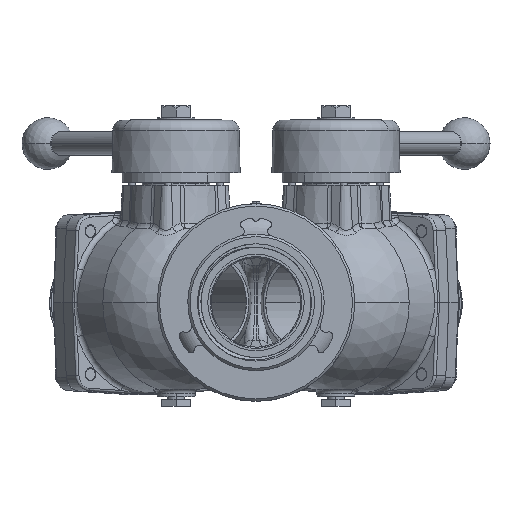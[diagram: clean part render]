
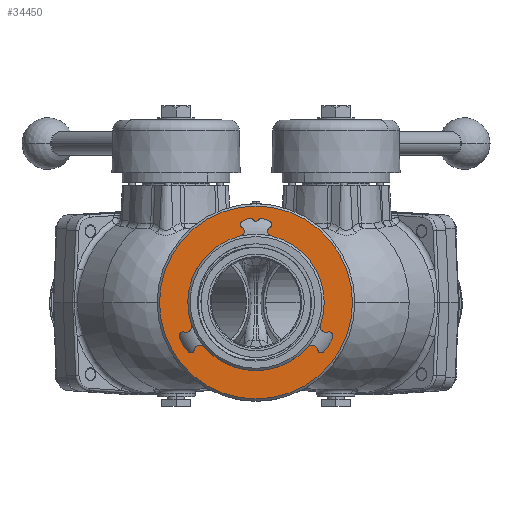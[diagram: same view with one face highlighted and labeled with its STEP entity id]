
A CAD part, top view. The second image highlights one B-rep face of the part: STEP entity #34450.
In plain terms, the highlighted planar face has unit normal (0, 0, 1).
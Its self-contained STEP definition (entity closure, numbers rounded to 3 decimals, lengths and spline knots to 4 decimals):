
#32560=CARTESIAN_POINT('',(0.,0.,0.3852));
#32561=DIRECTION('',(0.,0.,-1.));
#32562=DIRECTION('',(0.,1.,0.));
#32563=AXIS2_PLACEMENT_3D('',#32560,#32561,#32562);
#32565=CARTESIAN_POINT('',(0.,0.,0.3852));
#32566=DIRECTION('',(0.,0.,1.));
#32567=DIRECTION('',(0.,1.,0.));
#32568=AXIS2_PLACEMENT_3D('',#32565,#32566,#32567);
#32570=CARTESIAN_POINT('',(0.,0.,
0.3852));
#32571=DIRECTION('',(0.,0.,-1.));
#32572=DIRECTION('',(0.,-1.,0.));
#32573=AXIS2_PLACEMENT_3D('',#32570,#32571,#32572);
#32575=CARTESIAN_POINT('',(0.,0.,0.3852));
#32576=DIRECTION('',(0.,0.,-1.));
#32577=DIRECTION('',(0.,1.,0.));
#32578=AXIS2_PLACEMENT_3D('',#32575,#32576,#32577);
#32959=CARTESIAN_POINT('',(0.,1.5425,0.3852));
#32960=CARTESIAN_POINT('',(0.,-1.5425,0.3852));
#32961=VERTEX_POINT('',#32959);
#32962=VERTEX_POINT('',#32960);
#33014=CARTESIAN_POINT('',(0.,-2.563,0.3852));
#33015=CARTESIAN_POINT('',(0.,2.563,0.3852));
#33016=VERTEX_POINT('',#33014);
#33017=VERTEX_POINT('',#33015);
#34435=CARTESIAN_POINT('',(0.,0.,0.3852));
#34436=DIRECTION('',(0.,0.,-1.));
#34437=DIRECTION('',(0.,-1.,0.));
#34438=AXIS2_PLACEMENT_3D('',#34435,#34436,#34437);
#34439=PLANE('',#34438);
#34440=ORIENTED_EDGE('',*,*,#34382,.T.);
#34441=ORIENTED_EDGE('',*,*,#34367,.T.);
#34442=EDGE_LOOP('',(#34440,#34441));
#34443=FACE_OUTER_BOUND('',#34442,.F.);
#34445=ORIENTED_EDGE('',*,*,#34444,.F.);
#34447=ORIENTED_EDGE('',*,*,#34446,.T.);
#34448=EDGE_LOOP('',(#34445,#34447));
#34449=FACE_BOUND('',#34448,.F.);
#32564=CIRCLE('',#32563,1.5425);
#32569=CIRCLE('',#32568,1.5425);
#32574=CIRCLE('',#32573,2.563);
#32579=CIRCLE('',#32578,2.563);
#34367=EDGE_CURVE('',#33017,#33016,#32579,.T.);
#34382=EDGE_CURVE('',#33016,#33017,#32574,.T.);
#34444=EDGE_CURVE('',#32961,#32962,#32564,.T.);
#34446=EDGE_CURVE('',#32961,#32962,#32569,.T.);
#34450=ADVANCED_FACE('',(#34443,#34449),#34439,.F.);
